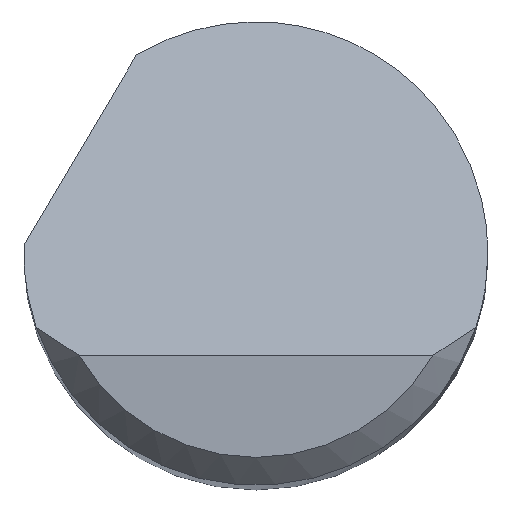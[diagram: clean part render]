
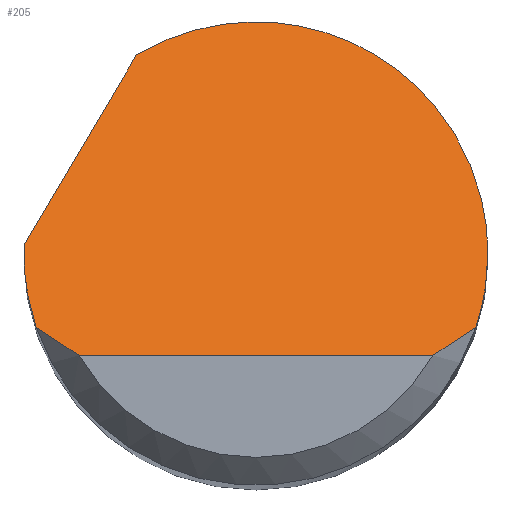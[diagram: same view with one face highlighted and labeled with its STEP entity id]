
A CAD part, top view. The second image highlights one B-rep face of the part: STEP entity #205.
In plain terms, the highlighted planar face has unit normal (0, 0.707, 0.707).
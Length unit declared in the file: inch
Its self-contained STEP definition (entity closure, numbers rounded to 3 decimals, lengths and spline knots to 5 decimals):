
#4 = CARTESIAN_POINT ( 'NONE',  ( 0.125, 0., 2.945 ) ) ;
#25 = CARTESIAN_POINT ( 'NONE',  ( 0.125, 0., 2.945 ) ) ;
#42 = CARTESIAN_POINT ( 'NONE',  ( -0.11107, -0.04528, 2.99028 ) ) ;
#48 = CARTESIAN_POINT ( 'NONE',  ( 0.125, -0.01363, 2.95863 ) ) ;
#58 = VERTEX_POINT ( 'NONE', #288 ) ;
#81 = ORIENTED_EDGE ( 'NONE', *, *, #218, .F. ) ;
#83 = CARTESIAN_POINT ( 'NONE',  ( -0.12497, 0.00333, 2.94167 ) ) ;
#86 = EDGE_CURVE ( 'NONE', #1262, #769, #1226, .T. ) ;
#89 = ORIENTED_EDGE ( 'NONE', *, *, #1002, .F. ) ;
#185 =( BOUNDED_CURVE ( )  B_SPLINE_CURVE ( 3, ( #1112, #1028, #1038, #1056 ),
 .UNSPECIFIED., .F., .F. ) 
 B_SPLINE_CURVE_WITH_KNOTS ( ( 4, 4 ),
 ( 4.38666, 4.71239 ),
 .UNSPECIFIED. ) 
 CURVE ( )  GEOMETRIC_REPRESENTATION_ITEM ( )  RATIONAL_B_SPLINE_CURVE ( ( 1., 0.991, 0.991, 1. ) ) 
 REPRESENTATION_ITEM ( '' )  );
#199 = EDGE_LOOP ( 'NONE', ( #1013, #549, #81, #627, #89, #940, #1191, #797 ) ) ;
#205 = ADVANCED_FACE ( 'NONE', ( #901 ), #317, .F. ) ;
#218 = EDGE_CURVE ( 'NONE', #575, #653, #573, .T. ) ;
#234 = CARTESIAN_POINT ( 'NONE',  ( 0.11843, -0.04, 2.985 ) ) ;
#243 = CARTESIAN_POINT ( 'NONE',  ( -0.10339, -0.05031, 2.99531 ) ) ;
#261 = CARTESIAN_POINT ( 'NONE',  ( -0.1249, 0.005, 2.94 ) ) ;
#263 = VERTEX_POINT ( 'NONE', #960 ) ;
#276 = CARTESIAN_POINT ( 'NONE',  ( -0.1249, 0.005, 2.94 ) ) ;
#283 = CARTESIAN_POINT ( 'NONE',  ( -0.125, 0.00167, 2.94333 ) ) ;
#288 = CARTESIAN_POINT ( 'NONE',  ( -0.125, 0., 2.945 ) ) ;
#297 = CARTESIAN_POINT ( 'NONE',  ( 0.11843, -0.04, 2.985 ) ) ;
#311 =( BOUNDED_CURVE ( )  B_SPLINE_CURVE ( 3, ( #474, #283, #83, #276 ),
 .UNSPECIFIED., .F., .T. ) 
 B_SPLINE_CURVE_WITH_KNOTS ( ( 4, 4 ),
 ( 4.71239, 4.7524 ),
 .UNSPECIFIED. ) 
 CURVE ( )  GEOMETRIC_REPRESENTATION_ITEM ( )  RATIONAL_B_SPLINE_CURVE ( ( 1., 1., 1., 1. ) ) 
 REPRESENTATION_ITEM ( '' )  );
#317 = PLANE ( 'NONE',  #1100 ) ;
#338 = EDGE_CURVE ( 'NONE', #263, #575, #486, .T. ) ;
#353 = CARTESIAN_POINT ( 'NONE',  ( -0.09526, -0.055, 3. ) ) ;
#368 = VERTEX_POINT ( 'NONE', #261 ) ;
#375 = VERTEX_POINT ( 'NONE', #743 ) ;
#379 = CARTESIAN_POINT ( 'NONE',  ( 0.11843, -0.04, 2.985 ) ) ;
#385 = CARTESIAN_POINT ( 'NONE',  ( -0.11843, -0.04, 2.985 ) ) ;
#436 = CARTESIAN_POINT ( 'NONE',  ( 0.12279, -0.02708, 2.97208 ) ) ;
#453 = EDGE_CURVE ( 'NONE', #375, #653, #1132, .T. ) ;
#474 = CARTESIAN_POINT ( 'NONE',  ( -0.125, 0., 2.945 ) ) ;
#486 =( BOUNDED_CURVE ( )  B_SPLINE_CURVE ( 3, ( #1245, #1041, #1240, #863 ),
 .UNSPECIFIED., .F., .F. ) 
 B_SPLINE_CURVE_WITH_KNOTS ( ( 4, 4 ),
 ( 5.74227, 7.85398 ),
 .UNSPECIFIED. ) 
 CURVE ( )  GEOMETRIC_REPRESENTATION_ITEM ( )  RATIONAL_B_SPLINE_CURVE ( ( 1., 0.662, 0.662, 1. ) ) 
 REPRESENTATION_ITEM ( '' )  );
#499 = VECTOR ( 'NONE', #984, 39.37008 ) ;
#549 = ORIENTED_EDGE ( 'NONE', *, *, #453, .T. ) ;
#563 = CARTESIAN_POINT ( 'NONE',  ( 0., -0.055, 3. ) ) ;
#573 =( BOUNDED_CURVE ( )  B_SPLINE_CURVE ( 3, ( #25, #48, #436, #234 ),
 .UNSPECIFIED., .F., .F. ) 
 B_SPLINE_CURVE_WITH_KNOTS ( ( 4, 4 ),
 ( 1.5708, 1.89653 ),
 .UNSPECIFIED. ) 
 CURVE ( )  GEOMETRIC_REPRESENTATION_ITEM ( )  RATIONAL_B_SPLINE_CURVE ( ( 1., 0.991, 0.991, 1. ) ) 
 REPRESENTATION_ITEM ( '' )  );
#575 = VERTEX_POINT ( 'NONE', #4 ) ;
#594 = LINE ( 'NONE', #785, #499 ) ;
#627 = ORIENTED_EDGE ( 'NONE', *, *, #338, .F. ) ;
#653 = VERTEX_POINT ( 'NONE', #297 ) ;
#743 = CARTESIAN_POINT ( 'NONE',  ( 0.09526, -0.055, 3. ) ) ;
#748 = CARTESIAN_POINT ( 'NONE',  ( 0.10339, -0.05031, 2.99531 ) ) ;
#765 = DIRECTION ( 'NONE',  ( 1., 0., 0. ) ) ;
#769 = VERTEX_POINT ( 'NONE', #353 ) ;
#785 = CARTESIAN_POINT ( 'NONE',  ( -0.15516, -0.04606, 2.99106 ) ) ;
#797 = ORIENTED_EDGE ( 'NONE', *, *, #86, .T. ) ;
#807 = DIRECTION ( 'NONE',  ( 0., -0.707, -0.707 ) ) ;
#819 = CARTESIAN_POINT ( 'NONE',  ( -0.125, -0.055, 3. ) ) ;
#863 = CARTESIAN_POINT ( 'NONE',  ( 0.125, 0., 2.945 ) ) ;
#901 = FACE_OUTER_BOUND ( 'NONE', #199, .T. ) ;
#917 = CARTESIAN_POINT ( 'NONE',  ( -0.11843, -0.04, 2.985 ) ) ;
#940 = ORIENTED_EDGE ( 'NONE', *, *, #1192, .F. ) ;
#952 = CARTESIAN_POINT ( 'NONE',  ( 0.09526, -0.055, 3. ) ) ;
#959 = VECTOR ( 'NONE', #765, 39.37008 ) ;
#960 = CARTESIAN_POINT ( 'NONE',  ( -0.06437, 0.10715, 2.83785 ) ) ;
#984 = DIRECTION ( 'NONE',  ( 0.386, 0.652, -0.652 ) ) ;
#994 = EDGE_CURVE ( 'NONE', #1262, #58, #185, .T. ) ;
#1002 = EDGE_CURVE ( 'NONE', #368, #263, #594, .T. ) ;
#1013 = ORIENTED_EDGE ( 'NONE', *, *, #1178, .T. ) ;
#1028 = CARTESIAN_POINT ( 'NONE',  ( -0.12279, -0.02708, 2.97208 ) ) ;
#1038 = CARTESIAN_POINT ( 'NONE',  ( -0.125, -0.01363, 2.95863 ) ) ;
#1041 = CARTESIAN_POINT ( 'NONE',  ( 0.0296, 0.1636, 2.7814 ) ) ;
#1056 = CARTESIAN_POINT ( 'NONE',  ( -0.125, 0., 2.945 ) ) ;
#1100 = AXIS2_PLACEMENT_3D ( 'NONE', #819, #807, #1218 ) ;
#1112 = CARTESIAN_POINT ( 'NONE',  ( -0.11843, -0.04, 2.985 ) ) ;
#1132 = B_SPLINE_CURVE_WITH_KNOTS ( 'NONE', 3,
 ( #952, #748, #1144, #379 ),
 .UNSPECIFIED., .F., .F.,
 ( 4, 4 ),
 ( 0., 0.0008 ),
 .UNSPECIFIED. ) ;
#1144 = CARTESIAN_POINT ( 'NONE',  ( 0.11107, -0.04528, 2.99028 ) ) ;
#1154 = LINE ( 'NONE', #563, #959 ) ;
#1178 = EDGE_CURVE ( 'NONE', #769, #375, #1154, .T. ) ;
#1191 = ORIENTED_EDGE ( 'NONE', *, *, #994, .F. ) ;
#1192 = EDGE_CURVE ( 'NONE', #58, #368, #311, .T. ) ;
#1196 = CARTESIAN_POINT ( 'NONE',  ( -0.09526, -0.055, 3. ) ) ;
#1218 = DIRECTION ( 'NONE',  ( 0., 0.707, -0.707 ) ) ;
#1226 = B_SPLINE_CURVE_WITH_KNOTS ( 'NONE', 3,
 ( #917, #42, #243, #1196 ),
 .UNSPECIFIED., .F., .F.,
 ( 4, 4 ),
 ( 0., 0.0008 ),
 .UNSPECIFIED. ) ;
#1240 = CARTESIAN_POINT ( 'NONE',  ( 0.125, 0.10961, 2.83539 ) ) ;
#1245 = CARTESIAN_POINT ( 'NONE',  ( -0.06437, 0.10715, 2.83785 ) ) ;
#1262 = VERTEX_POINT ( 'NONE', #385 ) ;
